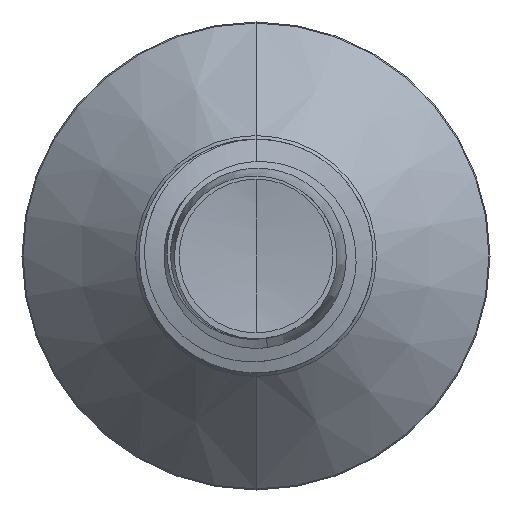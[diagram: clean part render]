
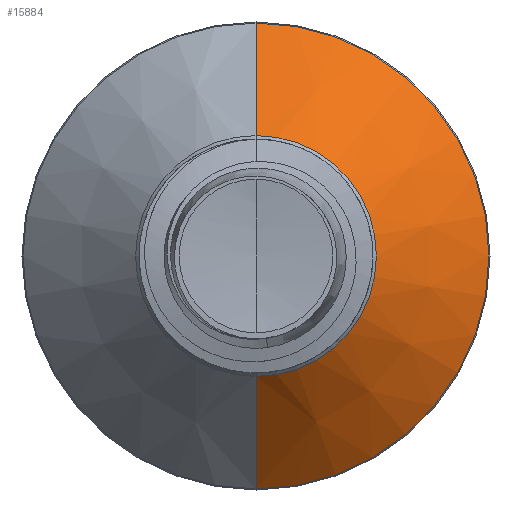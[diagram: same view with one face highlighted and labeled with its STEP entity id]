
A CAD part, front view. The second image highlights one B-rep face of the part: STEP entity #15884.
In plain terms, the highlighted conical face has half-angle 45 degrees and reference radius 3.088 mm.
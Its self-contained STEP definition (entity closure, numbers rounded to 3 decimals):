
#58 = EDGE_CURVE ( 'NONE', #4508, #10905, #14424, .T. ) ;
#155 = VERTEX_POINT ( 'NONE', #12639 ) ;
#240 = DIRECTION ( 'NONE',  ( 0., 0.707, 0.707 ) ) ;
#435 = EDGE_LOOP ( 'NONE', ( #11752, #8475, #7590, #6744 ) ) ;
#1090 = CIRCLE ( 'NONE', #15545, 5.974 ) ;
#1560 = CARTESIAN_POINT ( 'NONE',  ( 0., 7.239, 0. ) ) ;
#1804 = AXIS2_PLACEMENT_3D ( 'NONE', #1560, #15416, #8626 ) ;
#2174 = VECTOR ( 'NONE', #3167, 1000. ) ;
#2670 = CARTESIAN_POINT ( 'NONE',  ( 0., 7.239, 3.089 ) ) ;
#3072 = EDGE_CURVE ( 'NONE', #10905, #14658, #1090, .T. ) ;
#3167 = DIRECTION ( 'NONE',  ( 0., 0.707, -0.707 ) ) ;
#3815 = EDGE_CURVE ( 'NONE', #155, #14658, #6877, .T. ) ;
#3946 = CARTESIAN_POINT ( 'NONE',  ( 0., 7.239, 3.089 ) ) ;
#4508 = VERTEX_POINT ( 'NONE', #3946 ) ;
#4612 = FACE_OUTER_BOUND ( 'NONE', #435, .T. ) ;
#6744 = ORIENTED_EDGE ( 'NONE', *, *, #58, .F. ) ;
#6877 = LINE ( 'NONE', #8748, #2174 ) ;
#6902 = DIRECTION ( 'NONE',  ( 0., 1., 0. ) ) ;
#7300 = AXIS2_PLACEMENT_3D ( 'NONE', #15150, #6902, #16519 ) ;
#7590 = ORIENTED_EDGE ( 'NONE', *, *, #3072, .F. ) ;
#7647 = CARTESIAN_POINT ( 'NONE',  ( 0., 10.124, 0. ) ) ;
#8475 = ORIENTED_EDGE ( 'NONE', *, *, #3815, .T. ) ;
#8626 = DIRECTION ( 'NONE',  ( 0., 0., 1. ) ) ;
#8748 = CARTESIAN_POINT ( 'NONE',  ( 0., 7.239, -3.089 ) ) ;
#8973 = CIRCLE ( 'NONE', #7300, 3.089 ) ;
#9050 = DIRECTION ( 'NONE',  ( 0., 0., 1. ) ) ;
#10762 = VECTOR ( 'NONE', #240, 1000. ) ;
#10905 = VERTEX_POINT ( 'NONE', #16128 ) ;
#11097 = CONICAL_SURFACE ( 'NONE', #1804, 3.089, 0.785 ) ;
#11752 = ORIENTED_EDGE ( 'NONE', *, *, #14457, .T. ) ;
#12639 = CARTESIAN_POINT ( 'NONE',  ( 0., 7.239, -3.089 ) ) ;
#14050 = CARTESIAN_POINT ( 'NONE',  ( 0., 10.124, -5.974 ) ) ;
#14424 = LINE ( 'NONE', #2670, #10762 ) ;
#14457 = EDGE_CURVE ( 'NONE', #4508, #155, #8973, .T. ) ;
#14658 = VERTEX_POINT ( 'NONE', #14050 ) ;
#15150 = CARTESIAN_POINT ( 'NONE',  ( 0., 7.239, 0. ) ) ;
#15416 = DIRECTION ( 'NONE',  ( 0., 1., 0. ) ) ;
#15545 = AXIS2_PLACEMENT_3D ( 'NONE', #7647, #17244, #9050 ) ;
#15884 = ADVANCED_FACE ( 'NONE', ( #4612 ), #11097, .T. ) ;
#16128 = CARTESIAN_POINT ( 'NONE',  ( 0., 10.124, 5.974 ) ) ;
#16519 = DIRECTION ( 'NONE',  ( 0., 0., 1. ) ) ;
#17244 = DIRECTION ( 'NONE',  ( 0., 1., 0. ) ) ;
